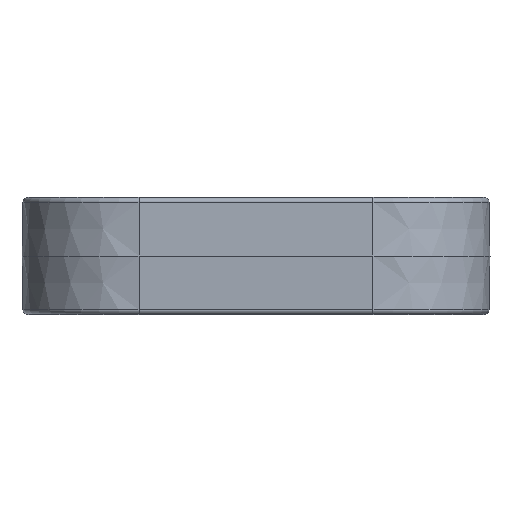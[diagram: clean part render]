
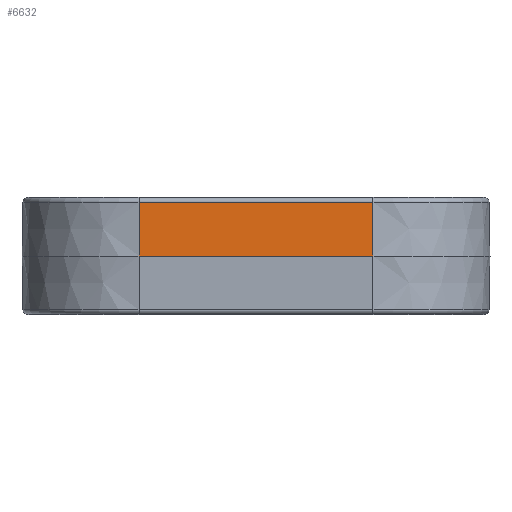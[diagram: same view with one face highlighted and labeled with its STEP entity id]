
A CAD part, left-side view. The second image highlights one B-rep face of the part: STEP entity #6632.
In plain terms, the highlighted planar face has unit normal (-1, 0, 0.018).
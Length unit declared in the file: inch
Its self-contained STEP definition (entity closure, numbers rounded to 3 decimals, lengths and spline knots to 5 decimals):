
#278 = EDGE_LOOP ( 'NONE', ( #5086, #2635, #2624, #4673 ) ) ;
#679 = VECTOR ( 'NONE', #5891, 39.37008 ) ;
#740 = VECTOR ( 'NONE', #8490, 39.37008 ) ;
#1133 = EDGE_CURVE ( 'NONE', #7873, #6551, #2295, .T. ) ;
#1203 = DIRECTION ( 'NONE',  ( -1., 0., 0.017 ) ) ;
#1558 = CARTESIAN_POINT ( 'NONE',  ( -0.24799, 0.5, 0.11517 ) ) ;
#2228 = LINE ( 'NONE', #5367, #740 ) ;
#2295 = LINE ( 'NONE', #4023, #5266 ) ;
#2489 = CARTESIAN_POINT ( 'NONE',  ( -0.25, 0., 0. ) ) ;
#2624 = ORIENTED_EDGE ( 'NONE', *, *, #1133, .T. ) ;
#2635 = ORIENTED_EDGE ( 'NONE', *, *, #5141, .T. ) ;
#2681 = CARTESIAN_POINT ( 'NONE',  ( -0.25, 0.5, 0. ) ) ;
#3751 = CARTESIAN_POINT ( 'NONE',  ( -0.25, 0., 0. ) ) ;
#4023 = CARTESIAN_POINT ( 'NONE',  ( -0.25, 0.5, 0. ) ) ;
#4160 = AXIS2_PLACEMENT_3D ( 'NONE', #5209, #1203, #8279 ) ;
#4673 = ORIENTED_EDGE ( 'NONE', *, *, #5096, .T. ) ;
#5086 = ORIENTED_EDGE ( 'NONE', *, *, #9079, .T. ) ;
#5096 = EDGE_CURVE ( 'NONE', #6551, #8724, #8546, .T. ) ;
#5112 = VECTOR ( 'NONE', #5418, 39.37008 ) ;
#5141 = EDGE_CURVE ( 'NONE', #5962, #7873, #2228, .T. ) ;
#5209 = CARTESIAN_POINT ( 'NONE',  ( -0.25, 0., 0. ) ) ;
#5248 = CARTESIAN_POINT ( 'NONE',  ( -0.24799, 0., 0.11517 ) ) ;
#5266 = VECTOR ( 'NONE', #7129, 39.37008 ) ;
#5367 = CARTESIAN_POINT ( 'NONE',  ( -0.24799, 0.5, 0.11517 ) ) ;
#5418 = DIRECTION ( 'NONE',  ( 0., -1., 0. ) ) ;
#5836 = LINE ( 'NONE', #9072, #679 ) ;
#5891 = DIRECTION ( 'NONE',  ( 0.017, 0., 1. ) ) ;
#5962 = VERTEX_POINT ( 'NONE', #5248 ) ;
#6551 = VERTEX_POINT ( 'NONE', #2681 ) ;
#6632 = ADVANCED_FACE ( 'NONE', ( #9842 ), #9885, .T. ) ;
#7129 = DIRECTION ( 'NONE',  ( -0.017, 0., -1. ) ) ;
#7873 = VERTEX_POINT ( 'NONE', #1558 ) ;
#8279 = DIRECTION ( 'NONE',  ( 0.017, 0., 1. ) ) ;
#8490 = DIRECTION ( 'NONE',  ( 0., 1., 0. ) ) ;
#8546 = LINE ( 'NONE', #3751, #5112 ) ;
#8724 = VERTEX_POINT ( 'NONE', #2489 ) ;
#9072 = CARTESIAN_POINT ( 'NONE',  ( -0.25, 0., 0. ) ) ;
#9079 = EDGE_CURVE ( 'NONE', #8724, #5962, #5836, .T. ) ;
#9842 = FACE_OUTER_BOUND ( 'NONE', #278, .T. ) ;
#9885 = PLANE ( 'NONE',  #4160 ) ;
